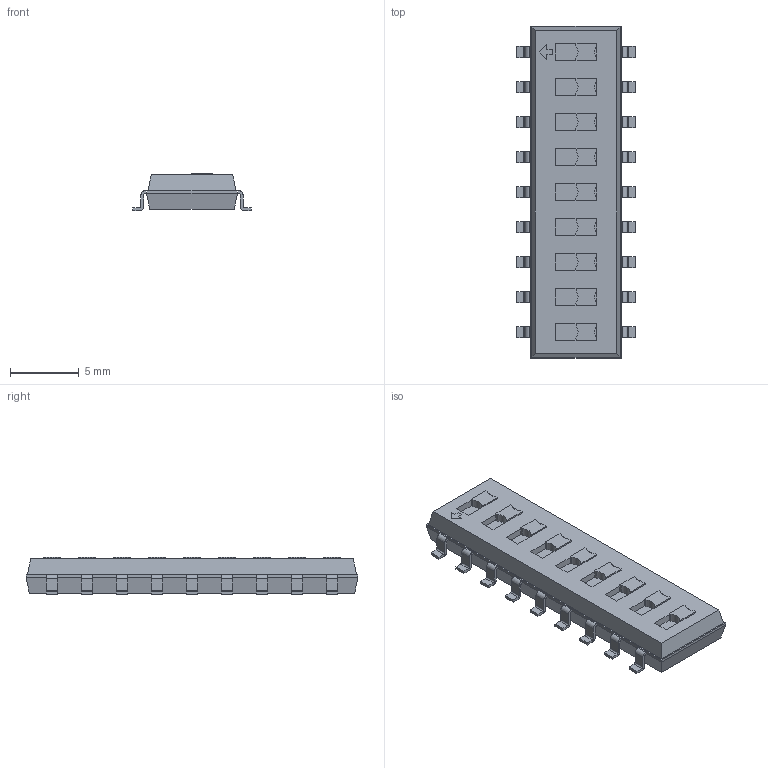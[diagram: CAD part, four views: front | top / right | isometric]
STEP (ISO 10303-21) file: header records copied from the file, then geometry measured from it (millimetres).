
FILE_DESCRIPTION(/* description */ ('model of SW_DIP_x9_W8.61mm_Slide_LowProfile'),/* implementation_level */ '2;1');
FILE_NAME(/* name */ 'SW_DIP_x9_W8.61mm_Slide_LowProfile.step',/* time_stamp */ '2018-01-07T21:25:19',/* author */ ('Terje Io','https://github.com/terjeio'),/* organization */ ('FreeCAD'),/* preprocessor_version */ 'OCC',/* originating_system */ 'kicad StepUp',/* authorisation */ '');
FILE_SCHEMA(('AUTOMOTIVE_DESIGN_CC2 { 1 2 10303 214 -1 1 5 4 }'));
Length unit declared in the file: millimetre
Products named in the file (1): SW_DIP_x9_W861mm_Slide_LowProfile
Bounding box: 8.61 x 24.09 x 2.7 mm (x, y, z)
Volume: 372 mm3; surface area: 560.6 mm2
Topology: 19 solids, 19 shells, 406 faces, 1033 edges, 675 vertices
Faces by surface type: plane 304, cylinder 90, bspline 12
Entity records: 7937 total; most frequent: ORIENTED_EDGE 1734, EDGE_CURVE 1033, CARTESIAN_POINT 899, LINE 738, VERTEX_POINT 675, AXIS2_PLACEMENT_3D 521, FACE_BOUND 416, EDGE_LOOP 416
